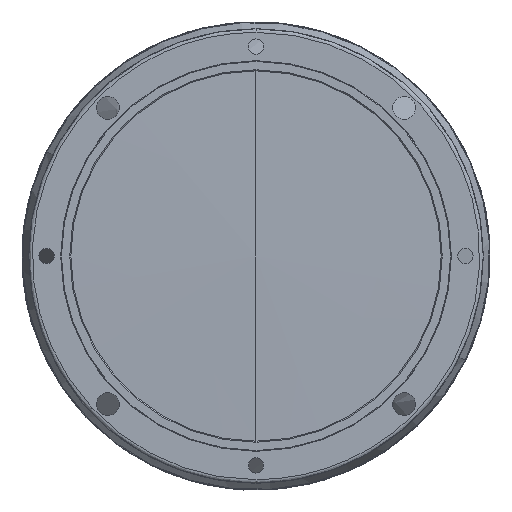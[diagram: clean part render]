
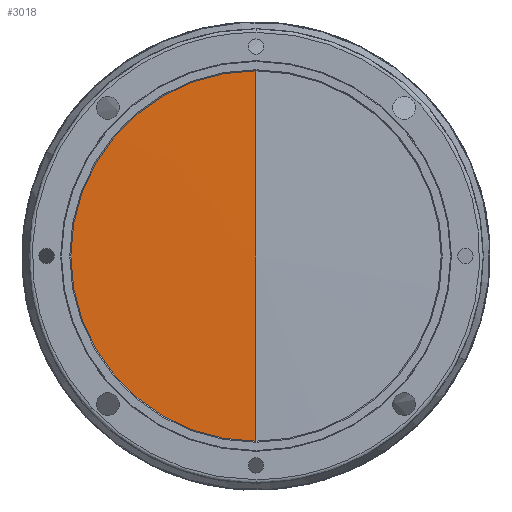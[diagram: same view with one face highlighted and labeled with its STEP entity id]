
A CAD part, left-side view. The second image highlights one B-rep face of the part: STEP entity #3018.
In plain terms, the highlighted conical face has half-angle 89.227 degrees and reference radius 53.788 mm.
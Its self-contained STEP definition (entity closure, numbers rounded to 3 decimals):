
#10 = CARTESIAN_POINT ( 'NONE',  ( 0.703, 0., 52.15 ) ) ;
#106 = AXIS2_PLACEMENT_3D ( 'NONE', #5472, #429, #484 ) ;
#171 = AXIS2_PLACEMENT_3D ( 'NONE', #1689, #5385, #754 ) ;
#423 = CARTESIAN_POINT ( 'NONE',  ( 0.725, 0., 0. ) ) ;
#429 = DIRECTION ( 'NONE',  ( 1., 0., 0. ) ) ;
#484 = DIRECTION ( 'NONE',  ( 0., 0., -1. ) ) ;
#560 = ORIENTED_EDGE ( 'NONE', *, *, #2605, .F. ) ;
#571 = ORIENTED_EDGE ( 'NONE', *, *, #1690, .T. ) ;
#754 = DIRECTION ( 'NONE',  ( 0., 0., -1. ) ) ;
#843 = DIRECTION ( 'NONE',  ( 0., 0., -1. ) ) ;
#908 = ORIENTED_EDGE ( 'NONE', *, *, #4613, .F. ) ;
#979 = VERTEX_POINT ( 'NONE', #4544 ) ;
#1022 = CARTESIAN_POINT ( 'NONE',  ( 0., 0., 0. ) ) ;
#1287 = CARTESIAN_POINT ( 'NONE',  ( 0.725, 0., 53.789 ) ) ;
#1399 = CARTESIAN_POINT ( 'NONE',  ( 0.725, 0., -53.789 ) ) ;
#1689 = CARTESIAN_POINT ( 'NONE',  ( 0.703, 0., 0. ) ) ;
#1690 = EDGE_CURVE ( 'NONE', #2822, #4886, #3873, .T. ) ;
#2489 = VERTEX_POINT ( 'NONE', #4106 ) ;
#2514 = DIRECTION ( 'NONE',  ( 1., 0., 0. ) ) ;
#2605 = EDGE_CURVE ( 'NONE', #979, #2489, #3801, .T. ) ;
#2759 = AXIS2_PLACEMENT_3D ( 'NONE', #423, #2514, #843 ) ;
#2822 = VERTEX_POINT ( 'NONE', #1022 ) ;
#3018 = ADVANCED_FACE ( 'NONE', ( #5299 ), #5438, .T. ) ;
#3217 = VECTOR ( 'NONE', #3363, 1000. ) ;
#3363 = DIRECTION ( 'NONE',  ( 0.013, 0., 1. ) ) ;
#3801 = CIRCLE ( 'NONE', #106, 52.15 ) ;
#3873 = LINE ( 'NONE', #1287, #3217 ) ;
#3925 = ORIENTED_EDGE ( 'NONE', *, *, #5242, .F. ) ;
#4106 = CARTESIAN_POINT ( 'NONE',  ( 0.703, 52.15, 0. ) ) ;
#4236 = VECTOR ( 'NONE', #4343, 1000. ) ;
#4343 = DIRECTION ( 'NONE',  ( 0.013, 0., -1. ) ) ;
#4544 = CARTESIAN_POINT ( 'NONE',  ( 0.703, 0., -52.15 ) ) ;
#4613 = EDGE_CURVE ( 'NONE', #2489, #4886, #4975, .T. ) ;
#4649 = EDGE_LOOP ( 'NONE', ( #3925, #571, #908, #560 ) ) ;
#4886 = VERTEX_POINT ( 'NONE', #10 ) ;
#4975 = CIRCLE ( 'NONE', #171, 52.15 ) ;
#5220 = LINE ( 'NONE', #1399, #4236 ) ;
#5242 = EDGE_CURVE ( 'NONE', #2822, #979, #5220, .T. ) ;
#5299 = FACE_OUTER_BOUND ( 'NONE', #4649, .T. ) ;
#5385 = DIRECTION ( 'NONE',  ( 1., 0., 0. ) ) ;
#5438 = CONICAL_SURFACE ( 'NONE', #2759, 53.789, 1.557 ) ;
#5472 = CARTESIAN_POINT ( 'NONE',  ( 0.703, 0., 0. ) ) ;
